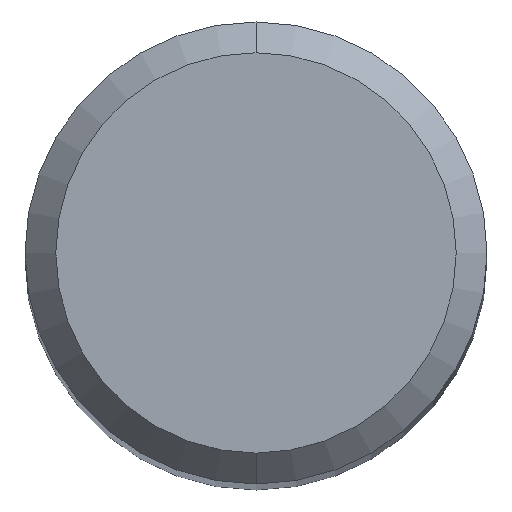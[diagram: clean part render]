
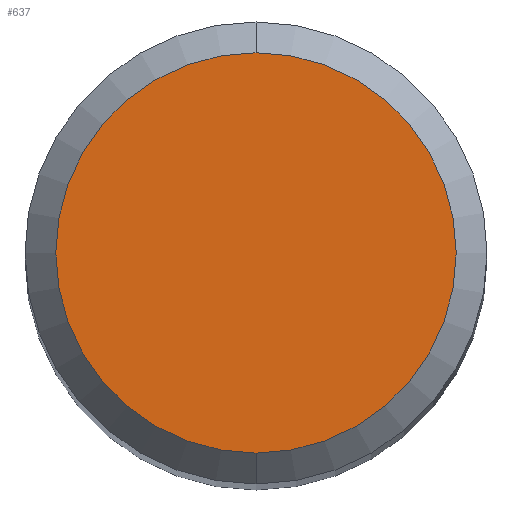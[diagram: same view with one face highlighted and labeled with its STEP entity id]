
A CAD part, top view. The second image highlights one B-rep face of the part: STEP entity #637.
In plain terms, the highlighted planar face has unit normal (0, 0, 1).
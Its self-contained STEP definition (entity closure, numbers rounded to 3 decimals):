
#637=ADVANCED_FACE('',(#1536),#1537,.T.);
#745=EDGE_CURVE('',#1085,#1217,#1652,.T.);
#957=EDGE_CURVE('',#1217,#1085,#1890,.T.);
#1085=VERTEX_POINT('',#2034);
#1217=VERTEX_POINT('',#2177);
#1536=FACE_OUTER_BOUND('',#3957,.T.);
#1537=PLANE('',#3958);
#1652=CIRCLE('',#5181,2.6);
#1890=CIRCLE('',#7686,2.6);
#2034=CARTESIAN_POINT('',(0.,-2.6,0.0));
#2177=CARTESIAN_POINT('',(0.0,2.6,0.0));
#3957=EDGE_LOOP('',(#9992,#9993));
#3958=AXIS2_PLACEMENT_3D('',#9994,#9995,#9996);
#5181=AXIS2_PLACEMENT_3D('',#10099,#10100,#10101);
#7686=AXIS2_PLACEMENT_3D('',#10466,#10467,#10468);
#9992=ORIENTED_EDGE('',*,*,#957,.F.);
#9993=ORIENTED_EDGE('',*,*,#745,.F.);
#9994=CARTESIAN_POINT('',(0.0,1.3,0.0));
#9995=DIRECTION('',(-0.0,0.0,1.0));
#9996=DIRECTION('',(0.0,-1.0,0.0));
#10099=CARTESIAN_POINT('',(0.0,0.0,0.0));
#10100=DIRECTION('',(0.0,0.0,-1.0));
#10101=DIRECTION('',(0.0,1.0,0.0));
#10466=CARTESIAN_POINT('',(0.0,0.0,0.0));
#10467=DIRECTION('',(0.0,0.0,-1.0));
#10468=DIRECTION('',(0.0,1.0,0.0));
